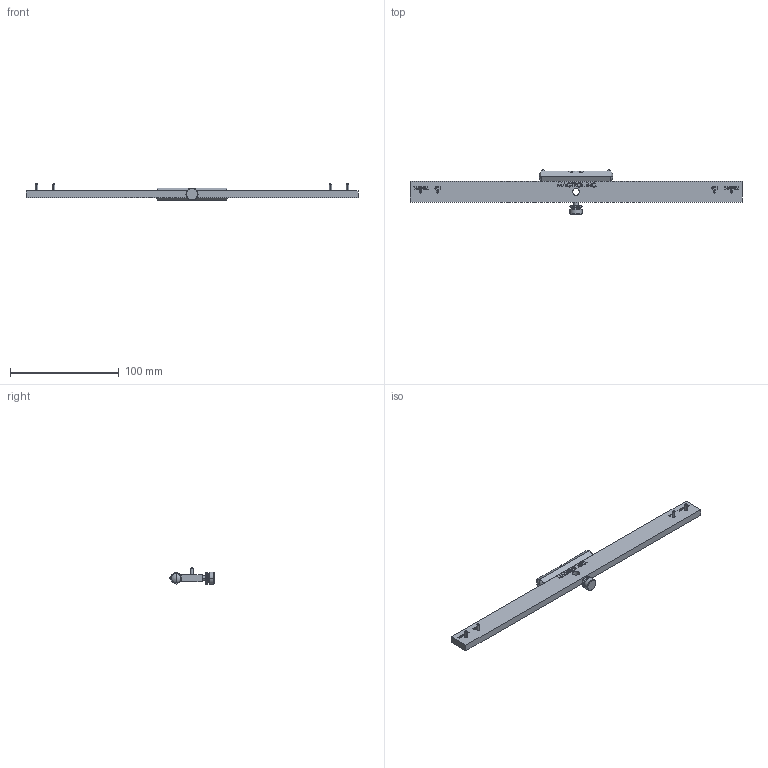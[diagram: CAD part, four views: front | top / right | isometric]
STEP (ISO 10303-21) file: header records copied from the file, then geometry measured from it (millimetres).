
FILE_DESCRIPTION (( 'STEP AP214' ), '1' );
FILE_NAME ('CB-400_B_EF.STEP', '2017-12-15T15:16:57', ( '' ), ( '' ), 'SwSTEP 2.0', 'SolidWorks 2017', '' );
FILE_SCHEMA (( 'AUTOMOTIVE_DESIGN' ));
Length unit declared in the file: inch
Products named in the file (1): CB-400_B_EF
Bounding box: 304.8 x 40.88 x 15.08 mm (x, y, z)
Surface area: 19114.5 mm2 (no closed solid volume)
Topology: 0 solids, 15 shells, 298 faces, 1042 edges, 750 vertices
Faces by surface type: plane 155, bspline 75, cylinder 32, cone 20, torus 12, sphere 4
Entity records: 20613 total; most frequent: CARTESIAN_POINT 8537, ORIENTED_EDGE 1619, DIRECTION 1384, EDGE_CURVE 1038, VERTEX_POINT 750, VECTOR 668, LINE 668, AXIS2_PLACEMENT_3D 358
